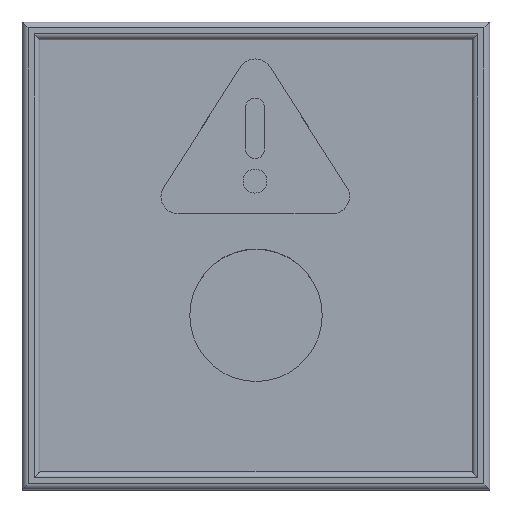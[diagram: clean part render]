
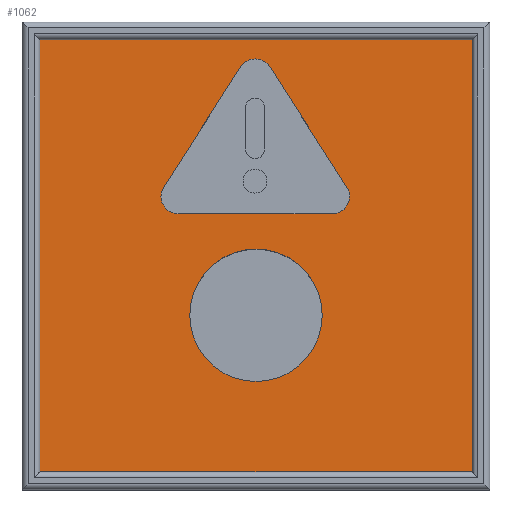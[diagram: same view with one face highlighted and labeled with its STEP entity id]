
A CAD part, top view. The second image highlights one B-rep face of the part: STEP entity #1062.
In plain terms, the highlighted planar face has unit normal (0, 0, 1).
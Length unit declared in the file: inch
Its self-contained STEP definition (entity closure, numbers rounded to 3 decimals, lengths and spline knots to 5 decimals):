
#25=FACE_BOUND('',#193,.T.);
#26=FACE_BOUND('',#194,.T.);
#48=(
BOUNDED_CURVE()
B_SPLINE_CURVE(3,(#1676,#1677,#1678,#1679),.UNSPECIFIED.,.F.,.F.)
B_SPLINE_CURVE_WITH_KNOTS((4,4),(-1.,0.),.UNSPECIFIED.)
CURVE()
GEOMETRIC_REPRESENTATION_ITEM()
RATIONAL_B_SPLINE_CURVE((1.,1.,1.,1.))
REPRESENTATION_ITEM('')
);
#50=(
BOUNDED_CURVE()
B_SPLINE_CURVE(3,(#1695,#1696,#1697,#1698),.UNSPECIFIED.,.F.,.F.)
B_SPLINE_CURVE_WITH_KNOTS((4,4),(-1.,0.),.UNSPECIFIED.)
CURVE()
GEOMETRIC_REPRESENTATION_ITEM()
RATIONAL_B_SPLINE_CURVE((1.,1.,1.,1.))
REPRESENTATION_ITEM('')
);
#52=(
BOUNDED_CURVE()
B_SPLINE_CURVE(3,(#1720,#1721,#1722,#1723),.UNSPECIFIED.,.F.,.F.)
B_SPLINE_CURVE_WITH_KNOTS((4,4),(-1.,0.),.UNSPECIFIED.)
CURVE()
GEOMETRIC_REPRESENTATION_ITEM()
RATIONAL_B_SPLINE_CURVE((1.,1.,1.,1.))
REPRESENTATION_ITEM('')
);
#54=(
BOUNDED_CURVE()
B_SPLINE_CURVE(3,(#1739,#1740,#1741,#1742),.UNSPECIFIED.,.F.,.F.)
B_SPLINE_CURVE_WITH_KNOTS((4,4),(-1.,0.),.UNSPECIFIED.)
CURVE()
GEOMETRIC_REPRESENTATION_ITEM()
RATIONAL_B_SPLINE_CURVE((1.,1.,1.,1.))
REPRESENTATION_ITEM('')
);
#56=(
BOUNDED_CURVE()
B_SPLINE_CURVE(3,(#1764,#1765,#1766,#1767),.UNSPECIFIED.,.F.,.F.)
B_SPLINE_CURVE_WITH_KNOTS((4,4),(-1.,0.),.UNSPECIFIED.)
CURVE()
GEOMETRIC_REPRESENTATION_ITEM()
RATIONAL_B_SPLINE_CURVE((1.,1.,1.,1.))
REPRESENTATION_ITEM('')
);
#58=(
BOUNDED_CURVE()
B_SPLINE_CURVE(3,(#1782,#1783,#1784,#1785),.UNSPECIFIED.,.F.,.F.)
B_SPLINE_CURVE_WITH_KNOTS((4,4),(-1.,0.),.UNSPECIFIED.)
CURVE()
GEOMETRIC_REPRESENTATION_ITEM()
RATIONAL_B_SPLINE_CURVE((1.,1.,1.,1.))
REPRESENTATION_ITEM('')
);
#74=CIRCLE('',#1118,0.5575);
#127=FACE_OUTER_BOUND('',#192,.T.);
#192=EDGE_LOOP('',(#864,#865,#866,#867));
#193=EDGE_LOOP('',(#868));
#194=EDGE_LOOP('',(#869,#870,#871,#872,#873,#874,#875,#876,#877));
#283=LINE('',#1661,#393);
#289=LINE('',#1707,#399);
#294=LINE('',#1751,#404);
#298=LINE('',#1794,#408);
#299=LINE('',#1796,#409);
#300=LINE('',#1798,#410);
#301=LINE('',#1799,#411);
#393=VECTOR('',#1275,0.3937);
#399=VECTOR('',#1283,0.3937);
#404=VECTOR('',#1290,0.3937);
#408=VECTOR('',#1298,0.3937);
#409=VECTOR('',#1299,0.3937);
#410=VECTOR('',#1300,0.3937);
#411=VECTOR('',#1301,0.3937);
#472=VERTEX_POINT('',#1488);
#494=VERTEX_POINT('',#1659);
#495=VERTEX_POINT('',#1660);
#498=VERTEX_POINT('',#1675);
#500=VERTEX_POINT('',#1694);
#502=VERTEX_POINT('',#1706);
#504=VERTEX_POINT('',#1719);
#506=VERTEX_POINT('',#1738);
#508=VERTEX_POINT('',#1750);
#510=VERTEX_POINT('',#1763);
#512=VERTEX_POINT('',#1792);
#513=VERTEX_POINT('',#1793);
#514=VERTEX_POINT('',#1795);
#515=VERTEX_POINT('',#1797);
#584=EDGE_CURVE('',#472,#472,#74,.T.);
#617=EDGE_CURVE('',#494,#495,#283,.T.);
#621=EDGE_CURVE('',#498,#494,#48,.T.);
#624=EDGE_CURVE('',#500,#498,#50,.T.);
#627=EDGE_CURVE('',#502,#500,#289,.T.);
#630=EDGE_CURVE('',#504,#502,#52,.T.);
#633=EDGE_CURVE('',#506,#504,#54,.T.);
#636=EDGE_CURVE('',#508,#506,#294,.T.);
#639=EDGE_CURVE('',#510,#508,#56,.T.);
#642=EDGE_CURVE('',#495,#510,#58,.T.);
#644=EDGE_CURVE('',#512,#513,#298,.T.);
#645=EDGE_CURVE('',#513,#514,#299,.T.);
#646=EDGE_CURVE('',#514,#515,#300,.T.);
#647=EDGE_CURVE('',#515,#512,#301,.T.);
#864=ORIENTED_EDGE('',*,*,#644,.T.);
#865=ORIENTED_EDGE('',*,*,#645,.T.);
#866=ORIENTED_EDGE('',*,*,#646,.T.);
#867=ORIENTED_EDGE('',*,*,#647,.T.);
#868=ORIENTED_EDGE('',*,*,#584,.T.);
#869=ORIENTED_EDGE('',*,*,#617,.T.);
#870=ORIENTED_EDGE('',*,*,#642,.T.);
#871=ORIENTED_EDGE('',*,*,#639,.T.);
#872=ORIENTED_EDGE('',*,*,#636,.T.);
#873=ORIENTED_EDGE('',*,*,#633,.T.);
#874=ORIENTED_EDGE('',*,*,#630,.T.);
#875=ORIENTED_EDGE('',*,*,#627,.T.);
#876=ORIENTED_EDGE('',*,*,#624,.T.);
#877=ORIENTED_EDGE('',*,*,#621,.T.);
#1007=PLANE('',#1127);
#1062=ADVANCED_FACE('',(#127,#25,#26),#1007,.T.);
#1118=AXIS2_PLACEMENT_3D('',#1489,#1248,#1249);
#1127=AXIS2_PLACEMENT_3D('',#1791,#1296,#1297);
#1248=DIRECTION('center_axis',(0.,0.,-1.));
#1249=DIRECTION('ref_axis',(-1.,0.,0.));
#1275=DIRECTION('',(0.539,-0.842,0.));
#1283=DIRECTION('',(0.539,0.842,0.));
#1290=DIRECTION('',(-1.,0.,0.));
#1296=DIRECTION('center_axis',(0.,0.,1.));
#1297=DIRECTION('ref_axis',(1.,0.,0.));
#1298=DIRECTION('',(1.,0.,0.));
#1299=DIRECTION('',(0.,1.,0.));
#1300=DIRECTION('',(-1.,0.,0.));
#1301=DIRECTION('',(0.,-1.,0.));
#1488=CARTESIAN_POINT('',(0.5575,-0.5,1.37795));
#1489=CARTESIAN_POINT('Origin',(0.,-0.5,1.37795));
#1659=CARTESIAN_POINT('',(0.11684,1.59077,1.37795));
#1660=CARTESIAN_POINT('',(0.76465,0.57901,1.37795));
#1661=CARTESIAN_POINT('',(0.46105,1.05318,1.37795));
#1675=CARTESIAN_POINT('',(-0.00612,1.65805,1.37795));
#1676=CARTESIAN_POINT('Ctrl Pts',(-0.00612,1.65805,
1.37795));
#1677=CARTESIAN_POINT('Ctrl Pts',(0.04364,1.65805,1.37795));
#1678=CARTESIAN_POINT('Ctrl Pts',(0.08999,1.63269,1.37795));
#1679=CARTESIAN_POINT('Ctrl Pts',(0.11684,1.59077,1.37795));
#1694=CARTESIAN_POINT('',(-0.12909,1.59077,1.37795));
#1695=CARTESIAN_POINT('Ctrl Pts',(-0.12909,1.59077,1.37795));
#1696=CARTESIAN_POINT('Ctrl Pts',(-0.10224,1.63269,1.37795));
#1697=CARTESIAN_POINT('Ctrl Pts',(-0.05588,1.65805,
1.37795));
#1698=CARTESIAN_POINT('Ctrl Pts',(-0.00612,1.65805,
1.37795));
#1706=CARTESIAN_POINT('',(-0.77693,0.57901,1.37795));
#1707=CARTESIAN_POINT('',(-0.79545,0.5501,1.37795));
#1719=CARTESIAN_POINT('',(-0.78208,0.43017,1.37795));
#1720=CARTESIAN_POINT('Ctrl Pts',(-0.78208,0.43017,
1.37795));
#1721=CARTESIAN_POINT('Ctrl Pts',(-0.80771,0.477,
1.37795));
#1722=CARTESIAN_POINT('Ctrl Pts',(-0.80572,0.53408,
1.37795));
#1723=CARTESIAN_POINT('Ctrl Pts',(-0.77693,0.57901,
1.37795));
#1738=CARTESIAN_POINT('',(-0.65397,0.35424,1.37795));
#1739=CARTESIAN_POINT('Ctrl Pts',(-0.65397,0.35424,
1.37795));
#1740=CARTESIAN_POINT('Ctrl Pts',(-0.70735,0.35424,
1.37795));
#1741=CARTESIAN_POINT('Ctrl Pts',(-0.75649,0.38337,
1.37795));
#1742=CARTESIAN_POINT('Ctrl Pts',(-0.78208,0.43017,
1.37795));
#1750=CARTESIAN_POINT('',(0.64168,0.35424,1.37795));
#1751=CARTESIAN_POINT('',(0.32084,0.35424,1.37795));
#1763=CARTESIAN_POINT('',(0.76978,0.43017,1.37795));
#1764=CARTESIAN_POINT('Ctrl Pts',(0.76978,0.43017,1.37795));
#1765=CARTESIAN_POINT('Ctrl Pts',(0.74419,0.38335,1.37795));
#1766=CARTESIAN_POINT('Ctrl Pts',(0.69506,0.35424,1.37795));
#1767=CARTESIAN_POINT('Ctrl Pts',(0.64168,0.35424,1.37795));
#1782=CARTESIAN_POINT('Ctrl Pts',(0.76465,0.57901,1.37795));
#1783=CARTESIAN_POINT('Ctrl Pts',(0.79343,0.53408,1.37795));
#1784=CARTESIAN_POINT('Ctrl Pts',(0.79542,0.477,1.37795));
#1785=CARTESIAN_POINT('Ctrl Pts',(0.76978,0.43017,1.37795));
#1791=CARTESIAN_POINT('Origin',(0.,0.,1.37795));
#1792=CARTESIAN_POINT('',(-1.81851,-1.81851,1.37795));
#1793=CARTESIAN_POINT('',(1.81851,-1.81851,1.37795));
#1794=CARTESIAN_POINT('',(0.90925,-1.81851,1.37795));
#1795=CARTESIAN_POINT('',(1.81851,1.81851,1.37795));
#1796=CARTESIAN_POINT('',(1.81851,0.90925,1.37795));
#1797=CARTESIAN_POINT('',(-1.81851,1.81851,1.37795));
#1798=CARTESIAN_POINT('',(-0.90925,1.81851,1.37795));
#1799=CARTESIAN_POINT('',(-1.81851,-0.90925,1.37795));
